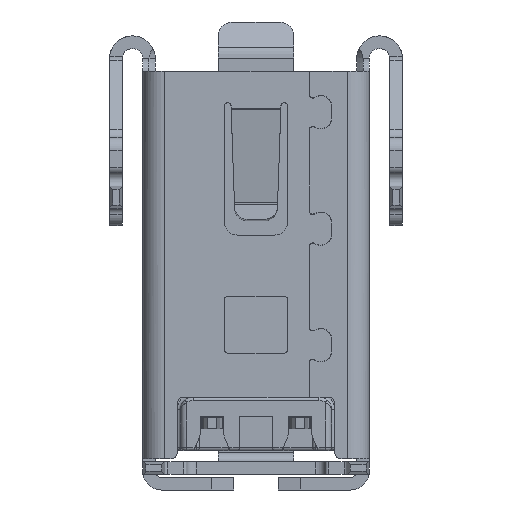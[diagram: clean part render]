
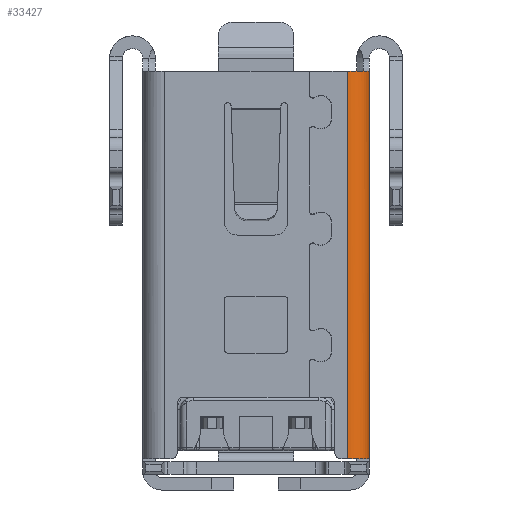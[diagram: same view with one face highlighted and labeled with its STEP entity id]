
A CAD part, front view. The second image highlights one B-rep face of the part: STEP entity #33427.
In plain terms, the highlighted cylindrical face has radius 0.7 mm (diameter 1.4 mm), a partial arc.
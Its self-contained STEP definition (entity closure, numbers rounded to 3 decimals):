
#3065 = ORIENTED_EDGE ( 'NONE', *, *, #39600, .F. ) ;
#3292 = CARTESIAN_POINT ( 'NONE',  ( -14.575, 3.394, -0.189 ) ) ;
#3442 = CARTESIAN_POINT ( 'NONE',  ( -14.578, 3.326, -0.276 ) ) ;
#3584 = CARTESIAN_POINT ( 'NONE',  ( -14.575, 3.394, 12.019 ) ) ;
#3885 = DIRECTION ( 'NONE',  ( -1., 0., 0. ) ) ;
#4182 = DIRECTION ( 'NONE',  ( 0., 0., 1. ) ) ;
#4441 = ORIENTED_EDGE ( 'NONE', *, *, #7861, .T. ) ;
#7537 = CIRCLE ( 'NONE', #38715, 0.7 ) ;
#7861 = EDGE_CURVE ( 'NONE', #8780, #11453, #42026, .T. ) ;
#8002 = CARTESIAN_POINT ( 'NONE',  ( -14.575, 3.394, -0.181 ) ) ;
#8035 = AXIS2_PLACEMENT_3D ( 'NONE', #17816, #4182, #10990 ) ;
#8780 = VERTEX_POINT ( 'NONE', #8002 ) ;
#10665 = ORIENTED_EDGE ( 'NONE', *, *, #26427, .F. ) ;
#10990 = DIRECTION ( 'NONE',  ( -1., 0., 0. ) ) ;
#11268 = CARTESIAN_POINT ( 'NONE',  ( -14.575, 3.394, -0.181 ) ) ;
#11453 = VERTEX_POINT ( 'NONE', #34721 ) ;
#12844 = B_SPLINE_CURVE_WITH_KNOTS ( 'NONE', 3,
 ( #20791, #13974, #20657, #3442, #34364, #27130, #27563, #30557, #27834, #29459, #30663, #29117, #37102, #34844, #3292, #11268 ),
 .UNSPECIFIED., .F., .F.,
 ( 4, 3, 3, 3, 3, 4 ),
 ( 0., 0., 0., 0., 0., 0. ),
 .UNSPECIFIED. ) ;
#13974 = CARTESIAN_POINT ( 'NONE',  ( -14.58, 3.305, -0.281 ) ) ;
#14097 = CYLINDRICAL_SURFACE ( 'NONE', #34409, 0.7 ) ;
#14412 = CARTESIAN_POINT ( 'NONE',  ( -15.275, 2.694, -0.281 ) ) ;
#14431 = CIRCLE ( 'NONE', #8035, 0.7 ) ;
#16210 = FACE_OUTER_BOUND ( 'NONE', #38581, .T. ) ;
#16749 = LINE ( 'NONE', #3584, #40574 ) ;
#17071 = CARTESIAN_POINT ( 'NONE',  ( -14.582, 3.294, -0.281 ) ) ;
#17174 = DIRECTION ( 'NONE',  ( -1., 0., 0. ) ) ;
#17816 = CARTESIAN_POINT ( 'NONE',  ( -15.275, 3.394, 12.019 ) ) ;
#20231 = DIRECTION ( 'NONE',  ( 0., 0., 1. ) ) ;
#20657 = CARTESIAN_POINT ( 'NONE',  ( -14.579, 3.316, -0.279 ) ) ;
#20791 = CARTESIAN_POINT ( 'NONE',  ( -14.582, 3.294, -0.281 ) ) ;
#20837 = CARTESIAN_POINT ( 'NONE',  ( -15.275, 2.694, 12.019 ) ) ;
#21286 = EDGE_CURVE ( 'NONE', #29755, #8780, #12844, .T. ) ;
#21677 = CARTESIAN_POINT ( 'NONE',  ( -14.575, 3.394, 12.019 ) ) ;
#22806 = ORIENTED_EDGE ( 'NONE', *, *, #25416, .F. ) ;
#23005 = DIRECTION ( 'NONE',  ( 0., 0., -1. ) ) ;
#23023 = CARTESIAN_POINT ( 'NONE',  ( -15.275, 2.694, 12.019 ) ) ;
#23815 = VERTEX_POINT ( 'NONE', #21677 ) ;
#24019 = DIRECTION ( 'NONE',  ( 0., 0., -1. ) ) ;
#24389 = DIRECTION ( 'NONE',  ( 0., 0., -1. ) ) ;
#25416 = EDGE_CURVE ( 'NONE', #23815, #11453, #16749, .T. ) ;
#26427 = EDGE_CURVE ( 'NONE', #39217, #39015, #26685, .T. ) ;
#26685 = LINE ( 'NONE', #23023, #35703 ) ;
#27130 = CARTESIAN_POINT ( 'NONE',  ( -14.576, 3.347, -0.266 ) ) ;
#27563 = CARTESIAN_POINT ( 'NONE',  ( -14.576, 3.356, -0.259 ) ) ;
#27637 = CARTESIAN_POINT ( 'NONE',  ( -15.275, 3.394, -0.281 ) ) ;
#27834 = CARTESIAN_POINT ( 'NONE',  ( -14.575, 3.372, -0.244 ) ) ;
#29117 = CARTESIAN_POINT ( 'NONE',  ( -14.575, 3.388, -0.215 ) ) ;
#29459 = CARTESIAN_POINT ( 'NONE',  ( -14.575, 3.378, -0.235 ) ) ;
#29755 = VERTEX_POINT ( 'NONE', #17071 ) ;
#30557 = CARTESIAN_POINT ( 'NONE',  ( -14.575, 3.365, -0.253 ) ) ;
#30663 = CARTESIAN_POINT ( 'NONE',  ( -14.575, 3.384, -0.225 ) ) ;
#30838 = CARTESIAN_POINT ( 'NONE',  ( -14.575, 3.394, -0.281 ) ) ;
#31645 = ORIENTED_EDGE ( 'NONE', *, *, #21286, .T. ) ;
#33427 = ADVANCED_FACE ( 'NONE', ( #16210 ), #14097, .T. ) ;
#34364 = CARTESIAN_POINT ( 'NONE',  ( -14.577, 3.337, -0.272 ) ) ;
#34409 = AXIS2_PLACEMENT_3D ( 'NONE', #43343, #23005, #3885 ) ;
#34721 = CARTESIAN_POINT ( 'NONE',  ( -14.575, 3.394, -0.081 ) ) ;
#34844 = CARTESIAN_POINT ( 'NONE',  ( -14.575, 3.393, -0.196 ) ) ;
#35703 = VECTOR ( 'NONE', #20231, 1000. ) ;
#37102 = CARTESIAN_POINT ( 'NONE',  ( -14.575, 3.391, -0.204 ) ) ;
#37702 = ORIENTED_EDGE ( 'NONE', *, *, #40231, .F. ) ;
#38222 = DIRECTION ( 'NONE',  ( 0., 0., 1. ) ) ;
#38581 = EDGE_LOOP ( 'NONE', ( #3065, #31645, #4441, #22806, #37702, #10665 ) ) ;
#38715 = AXIS2_PLACEMENT_3D ( 'NONE', #27637, #24389, #17174 ) ;
#39015 = VERTEX_POINT ( 'NONE', #20837 ) ;
#39217 = VERTEX_POINT ( 'NONE', #14412 ) ;
#39600 = EDGE_CURVE ( 'NONE', #29755, #39217, #7537, .T. ) ;
#40231 = EDGE_CURVE ( 'NONE', #39015, #23815, #14431, .T. ) ;
#40574 = VECTOR ( 'NONE', #24019, 1000. ) ;
#42026 = LINE ( 'NONE', #30838, #42552 ) ;
#42552 = VECTOR ( 'NONE', #38222, 1000. ) ;
#43343 = CARTESIAN_POINT ( 'NONE',  ( -15.275, 3.394, 12.019 ) ) ;
